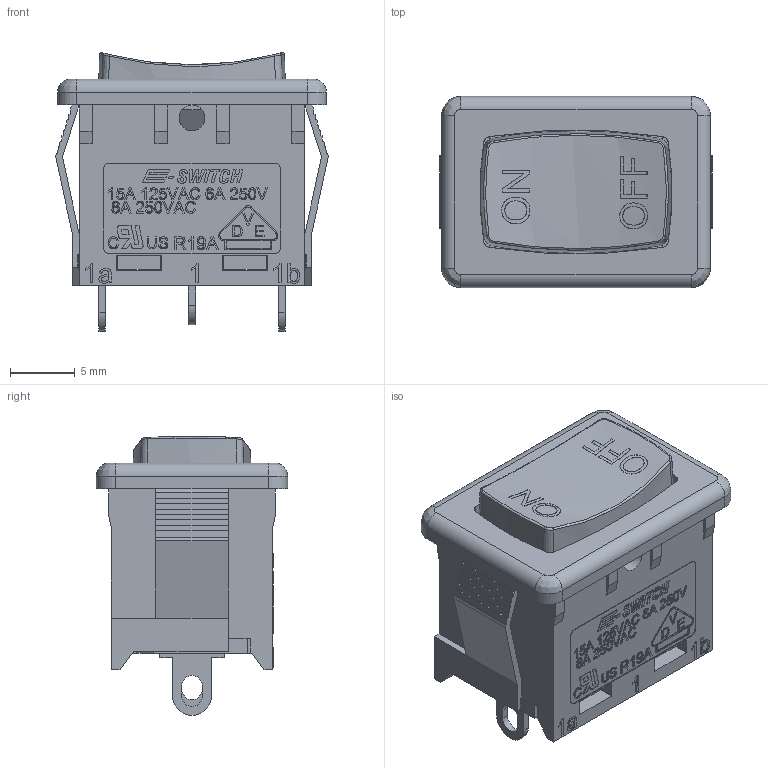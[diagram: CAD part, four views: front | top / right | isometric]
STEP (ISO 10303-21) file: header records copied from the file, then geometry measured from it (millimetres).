
FILE_DESCRIPTION((' '),'2;1');
FILE_NAME('R1966IxxxxxxHS.stp','2017-07-21T08:47:23',(' '),(' '),' ','ACIS',' ');
FILE_SCHEMA(('CONFIG_CONTROL_DESIGN'));
Length unit declared in the file: inch
Products named in the file (41): R1966IxxxxxxHS.stp; Body1; Body2; Body3; Body4; Body5; Body6; Body7; Body8; Body9; Body10; Body11; Body12; Body13; Body14; Body15; Body16; Body17; Body18; Body19; Body20; Body21; Body22; Body23; Body24; Body25; Body26; Body27; Body28; Body29; Body30; Body31; Body32; Body33; Body34; Body35; Body36; Body37; Body38; Body39 ...
Assembly tree (40 placements, depth 2):
  R1966IxxxxxxHS.stp
    Body1
    Body2
    Body3
    Body4
    Body5
    Body6
    Body7
    Body8
    Body9
    Body10
    Body11
    Body12
    Body13
    Body14
    Body15
    Body16
    Body17
    Body18
    Body19
    Body20
    Body21
    Body22
    Body23
    Body24
    Body25
    Body26
    Body27
    Body28
    Body29
    Body30
    Body31
    Body32
    Body33
    Body34
    Body35
    Body36
    Body37
    Body38
    Body39
    Body40
Bounding box: 21.1 x 14.8 x 21.59 mm (x, y, z)
Volume: 2030.7 mm3; surface area: 3597 mm2
Topology: 40 solids, 40 shells, 1065 faces, 2911 edges, 1919 vertices
Faces by surface type: plane 681, bspline 313, cylinder 59, cone 12
Full cylindrical faces by diameter (mm): 2 x4
Entity records: 48108 total; most frequent: CARTESIAN_POINT 17124, ORIENTED_EDGE 5814, DIRECTION 4110, EDGE_CURVE 2907, VECTOR 2100, LINE 2100, VERTEX_POINT 1917, EDGE_LOOP 1140
